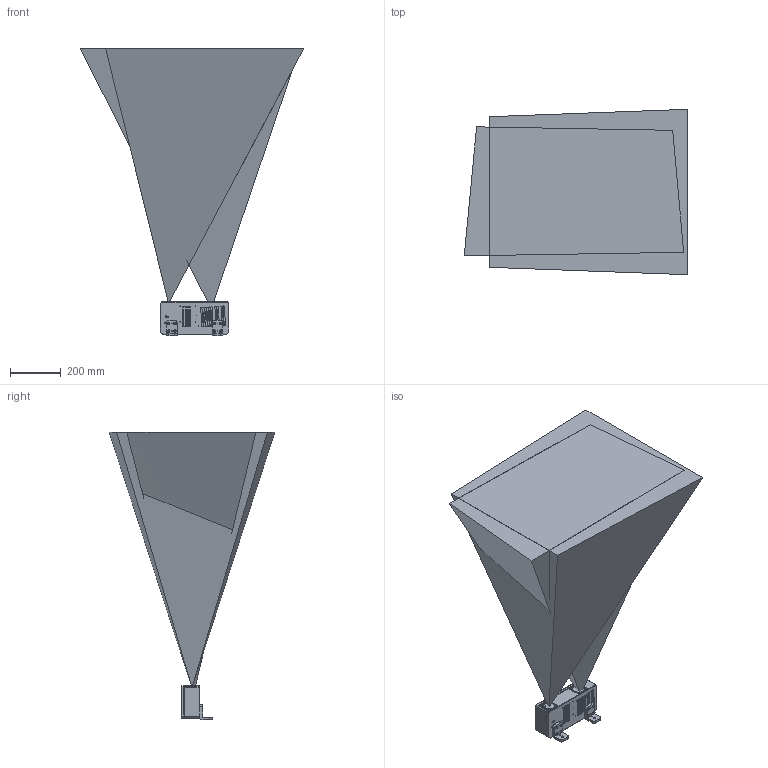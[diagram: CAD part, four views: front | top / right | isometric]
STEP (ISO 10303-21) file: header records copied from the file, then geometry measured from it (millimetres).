
FILE_DESCRIPTION (( 'STEP AP214' ), '1' );
FILE_NAME ('FOV model-Mech-Eye Log S-V3.STEP', '2021-10-27T09:18:59', ( '' ), ( '' ), 'SwSTEP 2.0', 'SolidWorks 2017', '' );
FILE_SCHEMA (( 'AUTOMOTIVE_DESIGN' ));
Length unit declared in the file: millimetre
Products named in the file (1): FOV model-Mech-Eye Log S-V3
Bounding box: 881.61 x 652.5 x 1133 mm (x, y, z)
Surface area: 5539542.4 mm2 (no closed solid volume)
Topology: 0 solids, 106 shells, 6450 faces, 17514 edges, 11547 vertices
Faces by surface type: plane 4002, cylinder 1557, bspline 602, cone 224, torus 49, sphere 16
Full cylindrical faces by diameter (mm): 0.9 x16, 1.2 x8, 1.3 x16, 1.5 x8, 2.5 x38, 3 x12, 3.2 x4, 3.3 x4, 3.4 x8, 4 x9, 4.2 x8, 4.8 x16, 5 x1, 5.5 x8, 6 x9, 7 x4, 7.1 x4, 7.7 x16, 7.9 x8, 9 x2, 10 x8, 12 x2, 12.4 x2, 13.38 x2, 21 x2, 25 x1, 30 x1, 33.5 x1, 46 x2, 49.3 x2
Entity records: 254354 total; most frequent: CARTESIAN_POINT 101145, ORIENTED_EDGE 34062, DIRECTION 26663, EDGE_CURVE 17042, VERTEX_POINT 11453, AXIS2_PLACEMENT_3D 9155, VECTOR 8353, LINE 8353
